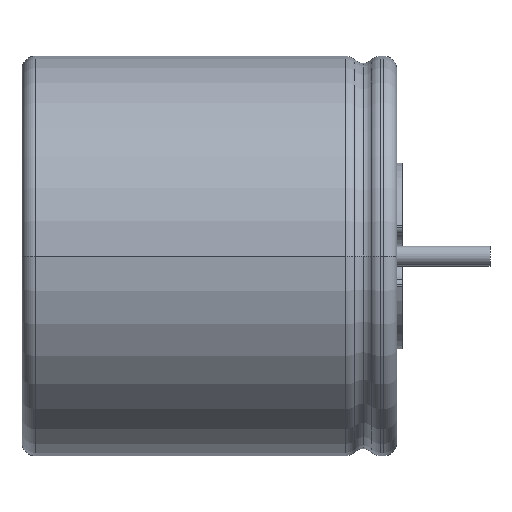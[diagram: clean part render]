
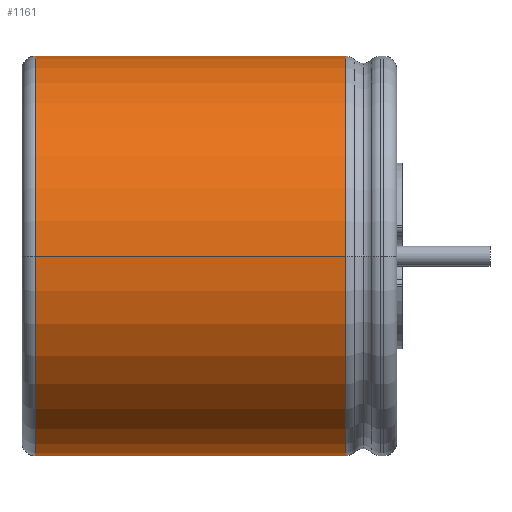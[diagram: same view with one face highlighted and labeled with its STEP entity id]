
A CAD part, left-side view. The second image highlights one B-rep face of the part: STEP entity #1161.
In plain terms, the highlighted cylindrical face has radius 8.025 mm (diameter 16.051 mm), a partial arc.
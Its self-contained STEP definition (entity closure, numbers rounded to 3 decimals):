
#280 = DIRECTION ( 'NONE',  ( 0., 1., 0. ) ) ;
#282 = LINE ( 'NONE', #1816, #2886 ) ;
#363 = CIRCLE ( 'NONE', #1027, 8.025 ) ;
#425 = CARTESIAN_POINT ( 'NONE',  ( 0., 2.52, 0. ) ) ;
#442 = DIRECTION ( 'NONE',  ( 0., -1., 0. ) ) ;
#625 = ORIENTED_EDGE ( 'NONE', *, *, #3002, .T. ) ;
#730 = DIRECTION ( 'NONE',  ( 0., -1., 0. ) ) ;
#743 = CARTESIAN_POINT ( 'NONE',  ( 0., 2.52, 8.025 ) ) ;
#833 = CYLINDRICAL_SURFACE ( 'NONE', #3702, 8.025 ) ;
#875 = CARTESIAN_POINT ( 'NONE',  ( 0., 15., 8.025 ) ) ;
#1027 = AXIS2_PLACEMENT_3D ( 'NONE', #3561, #730, #2481 ) ;
#1161 = ADVANCED_FACE ( 'NONE', ( #1701 ), #833, .T. ) ;
#1310 = VECTOR ( 'NONE', #3564, 1000. ) ;
#1345 = ORIENTED_EDGE ( 'NONE', *, *, #4016, .F. ) ;
#1381 = VERTEX_POINT ( 'NONE', #743 ) ;
#1455 = EDGE_LOOP ( 'NONE', ( #625, #3758, #3262, #1345 ) ) ;
#1651 = CIRCLE ( 'NONE', #4299, 8.025 ) ;
#1681 = VERTEX_POINT ( 'NONE', #2763 ) ;
#1699 = DIRECTION ( 'NONE',  ( 1., 0., 0. ) ) ;
#1701 = FACE_OUTER_BOUND ( 'NONE', #1455, .T. ) ;
#1750 = LINE ( 'NONE', #3923, #1310 ) ;
#1816 = CARTESIAN_POINT ( 'NONE',  ( 0., 12.922, 8.025 ) ) ;
#2060 = EDGE_CURVE ( 'NONE', #1381, #2559, #1651, .T. ) ;
#2222 = CARTESIAN_POINT ( 'NONE',  ( 0., 2.52, -8.025 ) ) ;
#2481 = DIRECTION ( 'NONE',  ( 1., 0., 0. ) ) ;
#2559 = VERTEX_POINT ( 'NONE', #2222 ) ;
#2676 = VERTEX_POINT ( 'NONE', #875 ) ;
#2763 = CARTESIAN_POINT ( 'NONE',  ( 0., 15., -8.025 ) ) ;
#2886 = VECTOR ( 'NONE', #442, 1000. ) ;
#3002 = EDGE_CURVE ( 'NONE', #2676, #1681, #363, .T. ) ;
#3262 = ORIENTED_EDGE ( 'NONE', *, *, #2060, .F. ) ;
#3561 = CARTESIAN_POINT ( 'NONE',  ( 0., 15., 0. ) ) ;
#3564 = DIRECTION ( 'NONE',  ( 0., 1., 0. ) ) ;
#3575 = DIRECTION ( 'NONE',  ( 1., 0., 0. ) ) ;
#3702 = AXIS2_PLACEMENT_3D ( 'NONE', #3831, #280, #1699 ) ;
#3758 = ORIENTED_EDGE ( 'NONE', *, *, #4357, .F. ) ;
#3831 = CARTESIAN_POINT ( 'NONE',  ( 0., 12.922, 0. ) ) ;
#3923 = CARTESIAN_POINT ( 'NONE',  ( 0., 12.922, -8.025 ) ) ;
#4016 = EDGE_CURVE ( 'NONE', #2676, #1381, #282, .T. ) ;
#4299 = AXIS2_PLACEMENT_3D ( 'NONE', #425, #4320, #3575 ) ;
#4320 = DIRECTION ( 'NONE',  ( 0., -1., 0. ) ) ;
#4357 = EDGE_CURVE ( 'NONE', #2559, #1681, #1750, .T. ) ;
